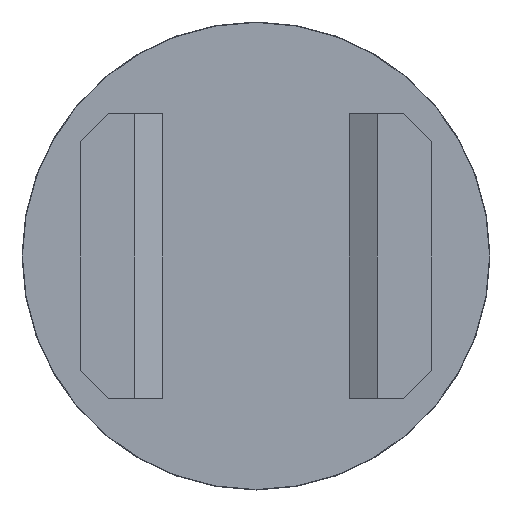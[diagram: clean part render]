
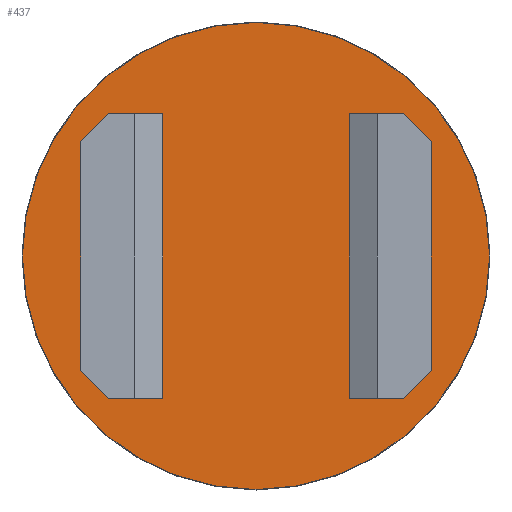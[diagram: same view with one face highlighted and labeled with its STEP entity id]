
A CAD part, front view. The second image highlights one B-rep face of the part: STEP entity #437.
In plain terms, the highlighted planar face has unit normal (0, -1, 0).
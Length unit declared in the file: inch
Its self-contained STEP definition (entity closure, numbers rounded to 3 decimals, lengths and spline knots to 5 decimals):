
#28=FACE_BOUND('',#89,.T.);
#29=FACE_BOUND('',#90,.T.);
#34=CIRCLE('',#470,0.5);
#54=FACE_OUTER_BOUND('',#88,.T.);
#88=EDGE_LOOP('',(#316));
#89=EDGE_LOOP('',(#317,#318,#319,#320,#321,#322));
#90=EDGE_LOOP('',(#323,#324,#325,#326,#327,#328));
#101=LINE('',#609,#143);
#105=LINE('',#617,#147);
#109=LINE('',#625,#151);
#112=LINE('',#632,#154);
#116=LINE('',#640,#158);
#120=LINE('',#648,#162);
#123=LINE('',#681,#165);
#124=LINE('',#683,#166);
#125=LINE('',#684,#167);
#126=LINE('',#686,#168);
#127=LINE('',#688,#169);
#128=LINE('',#689,#170);
#143=VECTOR('',#495,0.3937);
#147=VECTOR('',#501,0.3937);
#151=VECTOR('',#507,0.3937);
#154=VECTOR('',#512,0.3937);
#158=VECTOR('',#518,0.3937);
#162=VECTOR('',#524,0.3937);
#165=VECTOR('',#565,0.3937);
#166=VECTOR('',#566,0.3937);
#167=VECTOR('',#567,0.3937);
#168=VECTOR('',#568,0.3937);
#169=VECTOR('',#569,0.3937);
#170=VECTOR('',#570,0.3937);
#185=VERTEX_POINT('',#607);
#186=VERTEX_POINT('',#608);
#189=VERTEX_POINT('',#616);
#192=VERTEX_POINT('',#624);
#194=VERTEX_POINT('',#630);
#195=VERTEX_POINT('',#631);
#198=VERTEX_POINT('',#639);
#201=VERTEX_POINT('',#647);
#207=VERTEX_POINT('',#664);
#212=VERTEX_POINT('',#680);
#213=VERTEX_POINT('',#682);
#214=VERTEX_POINT('',#685);
#215=VERTEX_POINT('',#687);
#222=EDGE_CURVE('',#185,#186,#101,.T.);
#226=EDGE_CURVE('',#186,#189,#105,.T.);
#230=EDGE_CURVE('',#189,#192,#109,.T.);
#233=EDGE_CURVE('',#194,#195,#112,.T.);
#237=EDGE_CURVE('',#195,#198,#116,.T.);
#241=EDGE_CURVE('',#198,#201,#120,.T.);
#248=EDGE_CURVE('',#207,#207,#34,.T.);
#253=EDGE_CURVE('',#212,#194,#123,.T.);
#254=EDGE_CURVE('',#213,#212,#124,.T.);
#255=EDGE_CURVE('',#201,#213,#125,.T.);
#256=EDGE_CURVE('',#214,#185,#126,.T.);
#257=EDGE_CURVE('',#215,#214,#127,.T.);
#258=EDGE_CURVE('',#192,#215,#128,.T.);
#316=ORIENTED_EDGE('',*,*,#248,.F.);
#317=ORIENTED_EDGE('',*,*,#241,.F.);
#318=ORIENTED_EDGE('',*,*,#237,.F.);
#319=ORIENTED_EDGE('',*,*,#233,.F.);
#320=ORIENTED_EDGE('',*,*,#253,.F.);
#321=ORIENTED_EDGE('',*,*,#254,.F.);
#322=ORIENTED_EDGE('',*,*,#255,.F.);
#323=ORIENTED_EDGE('',*,*,#230,.F.);
#324=ORIENTED_EDGE('',*,*,#226,.F.);
#325=ORIENTED_EDGE('',*,*,#222,.F.);
#326=ORIENTED_EDGE('',*,*,#256,.F.);
#327=ORIENTED_EDGE('',*,*,#257,.F.);
#328=ORIENTED_EDGE('',*,*,#258,.F.);
#384=PLANE('',#480);
#437=ADVANCED_FACE('',(#54,#28,#29),#384,.F.);
#470=AXIS2_PLACEMENT_3D('',#665,#543,#544);
#480=AXIS2_PLACEMENT_3D('',#679,#563,#564);
#495=DIRECTION('',(0.,0.,-1.));
#501=DIRECTION('',(1.,0.,0.));
#507=DIRECTION('',(0.707,0.,0.707));
#512=DIRECTION('',(0.,0.,1.));
#518=DIRECTION('',(-1.,0.,0.));
#524=DIRECTION('',(-0.707,0.,-0.707));
#543=DIRECTION('center_axis',(0.,1.,0.));
#544=DIRECTION('ref_axis',(-1.,0.,0.));
#563=DIRECTION('center_axis',(0.,1.,0.));
#564=DIRECTION('ref_axis',(-1.,0.,0.));
#565=DIRECTION('',(1.,0.,0.));
#566=DIRECTION('',(0.707,0.,-0.707));
#567=DIRECTION('',(0.,0.,-1.));
#568=DIRECTION('',(-1.,0.,0.));
#569=DIRECTION('',(-0.707,0.,0.707));
#570=DIRECTION('',(0.,0.,1.));
#607=CARTESIAN_POINT('',(0.2,0.14,0.305));
#608=CARTESIAN_POINT('',(0.2,0.14,-0.305));
#609=CARTESIAN_POINT('',(0.2,0.14,-0.1525));
#616=CARTESIAN_POINT('',(0.315,0.14,-0.305));
#617=CARTESIAN_POINT('',(0.1875,0.14,-0.305));
#624=CARTESIAN_POINT('',(0.375,0.14,-0.245));
#625=CARTESIAN_POINT('',(0.3275,0.14,-0.2925));
#630=CARTESIAN_POINT('',(-0.2,0.14,-0.305));
#631=CARTESIAN_POINT('',(-0.2,0.14,0.305));
#632=CARTESIAN_POINT('',(-0.2,0.14,0.1525));
#639=CARTESIAN_POINT('',(-0.315,0.14,0.305));
#640=CARTESIAN_POINT('',(-0.1875,0.14,0.305));
#647=CARTESIAN_POINT('',(-0.375,0.14,0.245));
#648=CARTESIAN_POINT('',(-0.3275,0.14,0.2925));
#664=CARTESIAN_POINT('',(0.5,0.14,0.));
#665=CARTESIAN_POINT('Origin',(0.,0.14,
0.));
#679=CARTESIAN_POINT('Origin',(0.,0.14,
0.));
#680=CARTESIAN_POINT('',(-0.315,0.14,-0.305));
#681=CARTESIAN_POINT('',(-0.1,0.14,-0.305));
#682=CARTESIAN_POINT('',(-0.375,0.14,-0.245));
#683=CARTESIAN_POINT('',(-0.3275,0.14,-0.2925));
#684=CARTESIAN_POINT('',(-0.375,0.14,-0.1525));
#685=CARTESIAN_POINT('',(0.315,0.14,0.305));
#686=CARTESIAN_POINT('',(0.1,0.14,0.305));
#687=CARTESIAN_POINT('',(0.375,0.14,0.245));
#688=CARTESIAN_POINT('',(0.3275,0.14,0.2925));
#689=CARTESIAN_POINT('',(0.375,0.14,0.1525));
